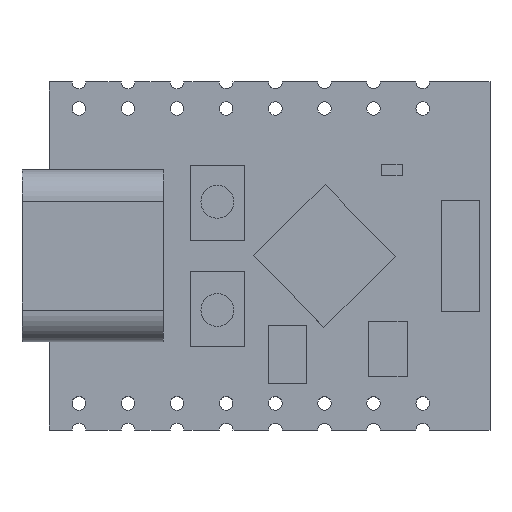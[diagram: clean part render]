
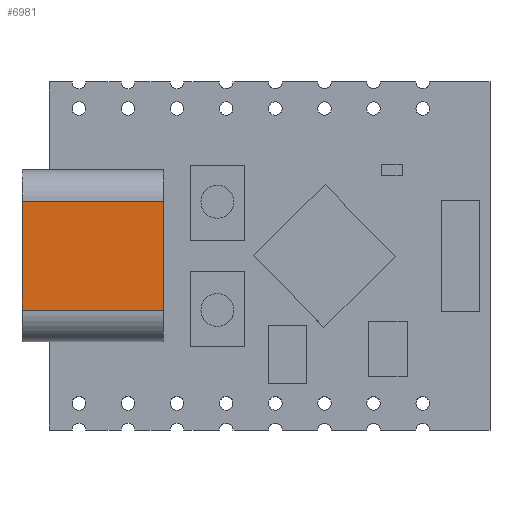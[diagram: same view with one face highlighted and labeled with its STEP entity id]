
A CAD part, top view. The second image highlights one B-rep face of the part: STEP entity #6981.
In plain terms, the highlighted planar face has unit normal (0, 0, 1).
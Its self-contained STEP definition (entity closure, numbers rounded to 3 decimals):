
#1285 = CYLINDRICAL_SURFACE('',#1286,1.65);
#1286 = AXIS2_PLACEMENT_3D('',#1287,#1288,#1289);
#1287 = CARTESIAN_POINT('',(-1.4,11.8,2.65));
#1288 = DIRECTION('',(-1.,-0.,-0.));
#1289 = DIRECTION('',(0.,1.,0.));
#1313 = PLANE('',#1314);
#1314 = AXIS2_PLACEMENT_3D('',#1315,#1316,#1317);
#1315 = CARTESIAN_POINT('',(5.9,9.,2.65));
#1316 = DIRECTION('',(1.,0.,0.));
#1317 = DIRECTION('',(0.,0.,1.));
#1339 = CYLINDRICAL_SURFACE('',#1340,1.65);
#1340 = AXIS2_PLACEMENT_3D('',#1341,#1342,#1343);
#1341 = CARTESIAN_POINT('',(-1.4,6.2,2.65));
#1342 = DIRECTION('',(-1.,-0.,-0.));
#1343 = DIRECTION('',(0.,1.,0.));
#5322 = EDGE_CURVE('',#5323,#5325,#5327,.T.);
#5323 = VERTEX_POINT('',#5324);
#5324 = CARTESIAN_POINT('',(-1.4,6.2,4.3));
#5325 = VERTEX_POINT('',#5326);
#5326 = CARTESIAN_POINT('',(5.9,6.2,4.3));
#5327 = SURFACE_CURVE('',#5328,(#5332,#5339),.PCURVE_S1.);
#5328 = LINE('',#5329,#5330);
#5329 = CARTESIAN_POINT('',(-1.4,6.2,4.3));
#5330 = VECTOR('',#5331,1.);
#5331 = DIRECTION('',(1.,0.,0.));
#5332 = PCURVE('',#1339,#5333);
#5333 = DEFINITIONAL_REPRESENTATION('',(#5334),#5338);
#5334 = LINE('',#5335,#5336);
#5335 = CARTESIAN_POINT('',(-1.571,0.));
#5336 = VECTOR('',#5337,1.);
#5337 = DIRECTION('',(-0.,-1.));
#5338 = ( GEOMETRIC_REPRESENTATION_CONTEXT(2) 
PARAMETRIC_REPRESENTATION_CONTEXT() REPRESENTATION_CONTEXT('2D SPACE',''
  ) );
#5339 = PCURVE('',#5340,#5345);
#5340 = PLANE('',#5341);
#5341 = AXIS2_PLACEMENT_3D('',#5342,#5343,#5344);
#5342 = CARTESIAN_POINT('',(-1.4,6.2,4.3));
#5343 = DIRECTION('',(0.,0.,1.));
#5344 = DIRECTION('',(0.,1.,0.));
#5345 = DEFINITIONAL_REPRESENTATION('',(#5346),#5350);
#5346 = LINE('',#5347,#5348);
#5347 = CARTESIAN_POINT('',(0.,0.));
#5348 = VECTOR('',#5349,1.);
#5349 = DIRECTION('',(0.,-1.));
#5350 = ( GEOMETRIC_REPRESENTATION_CONTEXT(2) 
PARAMETRIC_REPRESENTATION_CONTEXT() REPRESENTATION_CONTEXT('2D SPACE',''
  ) );
#5413 = PLANE('',#5414);
#5414 = AXIS2_PLACEMENT_3D('',#5415,#5416,#5417);
#5415 = CARTESIAN_POINT('',(-1.4,9.,2.65));
#5416 = DIRECTION('',(1.,0.,0.));
#5417 = DIRECTION('',(0.,0.,1.));
#5431 = VERTEX_POINT('',#5432);
#5432 = CARTESIAN_POINT('',(5.9,11.8,4.3));
#5454 = EDGE_CURVE('',#5325,#5431,#5455,.T.);
#5455 = SURFACE_CURVE('',#5456,(#5460,#5467),.PCURVE_S1.);
#5456 = LINE('',#5457,#5458);
#5457 = CARTESIAN_POINT('',(5.9,6.2,4.3));
#5458 = VECTOR('',#5459,1.);
#5459 = DIRECTION('',(0.,1.,0.));
#5460 = PCURVE('',#1313,#5461);
#5461 = DEFINITIONAL_REPRESENTATION('',(#5462),#5466);
#5462 = LINE('',#5463,#5464);
#5463 = CARTESIAN_POINT('',(1.65,2.8));
#5464 = VECTOR('',#5465,1.);
#5465 = DIRECTION('',(0.,-1.));
#5466 = ( GEOMETRIC_REPRESENTATION_CONTEXT(2) 
PARAMETRIC_REPRESENTATION_CONTEXT() REPRESENTATION_CONTEXT('2D SPACE',''
  ) );
#5467 = PCURVE('',#5340,#5468);
#5468 = DEFINITIONAL_REPRESENTATION('',(#5469),#5473);
#5469 = LINE('',#5470,#5471);
#5470 = CARTESIAN_POINT('',(0.,-7.3));
#5471 = VECTOR('',#5472,1.);
#5472 = DIRECTION('',(1.,0.));
#5473 = ( GEOMETRIC_REPRESENTATION_CONTEXT(2) 
PARAMETRIC_REPRESENTATION_CONTEXT() REPRESENTATION_CONTEXT('2D SPACE',''
  ) );
#5503 = EDGE_CURVE('',#5504,#5431,#5506,.T.);
#5504 = VERTEX_POINT('',#5505);
#5505 = CARTESIAN_POINT('',(-1.4,11.8,4.3));
#5506 = SURFACE_CURVE('',#5507,(#5511,#5518),.PCURVE_S1.);
#5507 = LINE('',#5508,#5509);
#5508 = CARTESIAN_POINT('',(-1.4,11.8,4.3));
#5509 = VECTOR('',#5510,1.);
#5510 = DIRECTION('',(1.,0.,0.));
#5511 = PCURVE('',#1285,#5512);
#5512 = DEFINITIONAL_REPRESENTATION('',(#5513),#5517);
#5513 = LINE('',#5514,#5515);
#5514 = CARTESIAN_POINT('',(-7.854,0.));
#5515 = VECTOR('',#5516,1.);
#5516 = DIRECTION('',(-0.,-1.));
#5517 = ( GEOMETRIC_REPRESENTATION_CONTEXT(2) 
PARAMETRIC_REPRESENTATION_CONTEXT() REPRESENTATION_CONTEXT('2D SPACE',''
  ) );
#5518 = PCURVE('',#5340,#5519);
#5519 = DEFINITIONAL_REPRESENTATION('',(#5520),#5524);
#5520 = LINE('',#5521,#5522);
#5521 = CARTESIAN_POINT('',(5.6,0.));
#5522 = VECTOR('',#5523,1.);
#5523 = DIRECTION('',(0.,-1.));
#5524 = ( GEOMETRIC_REPRESENTATION_CONTEXT(2) 
PARAMETRIC_REPRESENTATION_CONTEXT() REPRESENTATION_CONTEXT('2D SPACE',''
  ) );
#6981 = ADVANCED_FACE('',(#6982),#5340,.T.);
#6982 = FACE_BOUND('',#6983,.T.);
#6983 = EDGE_LOOP('',(#6984,#6985,#6986,#6987));
#6984 = ORIENTED_EDGE('',*,*,#5322,.T.);
#6985 = ORIENTED_EDGE('',*,*,#5454,.T.);
#6986 = ORIENTED_EDGE('',*,*,#5503,.F.);
#6987 = ORIENTED_EDGE('',*,*,#6988,.F.);
#6988 = EDGE_CURVE('',#5323,#5504,#6989,.T.);
#6989 = SURFACE_CURVE('',#6990,(#6994,#7001),.PCURVE_S1.);
#6990 = LINE('',#6991,#6992);
#6991 = CARTESIAN_POINT('',(-1.4,6.2,4.3));
#6992 = VECTOR('',#6993,1.);
#6993 = DIRECTION('',(0.,1.,0.));
#6994 = PCURVE('',#5340,#6995);
#6995 = DEFINITIONAL_REPRESENTATION('',(#6996),#7000);
#6996 = LINE('',#6997,#6998);
#6997 = CARTESIAN_POINT('',(0.,0.));
#6998 = VECTOR('',#6999,1.);
#6999 = DIRECTION('',(1.,0.));
#7000 = ( GEOMETRIC_REPRESENTATION_CONTEXT(2) 
PARAMETRIC_REPRESENTATION_CONTEXT() REPRESENTATION_CONTEXT('2D SPACE',''
  ) );
#7001 = PCURVE('',#5413,#7002);
#7002 = DEFINITIONAL_REPRESENTATION('',(#7003),#7007);
#7003 = LINE('',#7004,#7005);
#7004 = CARTESIAN_POINT('',(1.65,2.8));
#7005 = VECTOR('',#7006,1.);
#7006 = DIRECTION('',(0.,-1.));
#7007 = ( GEOMETRIC_REPRESENTATION_CONTEXT(2) 
PARAMETRIC_REPRESENTATION_CONTEXT() REPRESENTATION_CONTEXT('2D SPACE',''
  ) );
